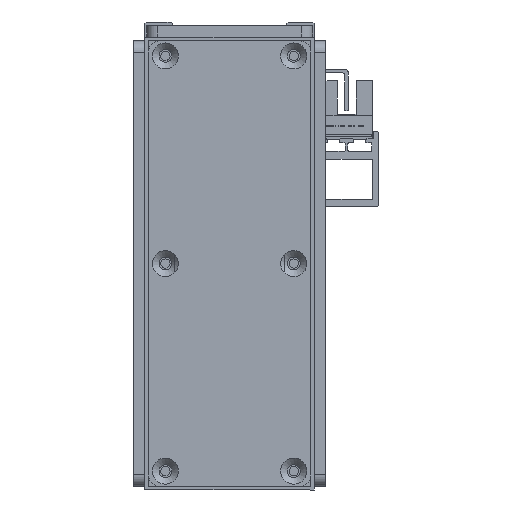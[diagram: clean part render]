
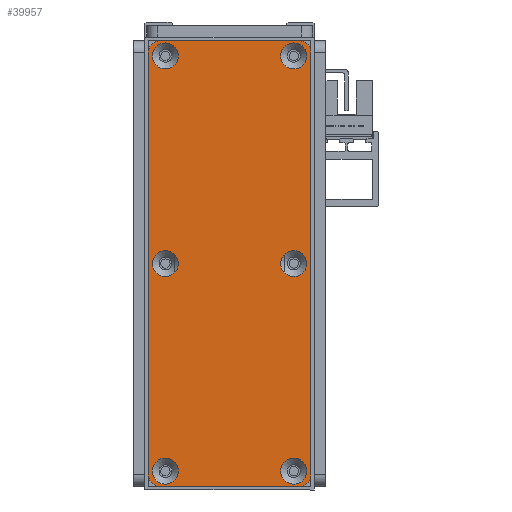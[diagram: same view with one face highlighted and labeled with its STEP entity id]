
A CAD part, front view. The second image highlights one B-rep face of the part: STEP entity #39957.
In plain terms, the highlighted face is planar.
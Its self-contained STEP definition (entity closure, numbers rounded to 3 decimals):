
#570=FACE_BOUND('',#6219,.T.);
#571=FACE_BOUND('',#6220,.T.);
#572=FACE_BOUND('',#6221,.T.);
#573=FACE_BOUND('',#6222,.T.);
#574=FACE_BOUND('',#6223,.T.);
#575=FACE_BOUND('',#6224,.T.);
#1384=PLANE('',#43176);
#3838=FACE_OUTER_BOUND('',#6218,.T.);
#6218=EDGE_LOOP('',(#32164,#32165,#32166,#32167,#32168,#32169,#32170,#32171));
#6219=EDGE_LOOP('',(#32172));
#6220=EDGE_LOOP('',(#32173));
#6221=EDGE_LOOP('',(#32174));
#6222=EDGE_LOOP('',(#32175));
#6223=EDGE_LOOP('',(#32176));
#6224=EDGE_LOOP('',(#32177));
#9057=LINE('',#61923,#13688);
#9061=LINE('',#61935,#13692);
#9065=LINE('',#61947,#13696);
#9069=LINE('',#61957,#13700);
#13688=VECTOR('',#49488,10.);
#13692=VECTOR('',#49500,10.);
#13696=VECTOR('',#49512,10.);
#13700=VECTOR('',#49524,10.);
#17580=CIRCLE('',#43130,3.45);
#17583=CIRCLE('',#43135,3.45);
#17586=CIRCLE('',#43140,3.45);
#17589=CIRCLE('',#43145,3.45);
#17592=CIRCLE('',#43150,3.45);
#17595=CIRCLE('',#43155,3.45);
#17599=CIRCLE('',#43161,3.);
#17601=CIRCLE('',#43165,3.);
#17603=CIRCLE('',#43169,3.);
#17605=CIRCLE('',#43173,3.);
#19389=VERTEX_POINT('',#61851);
#19392=VERTEX_POINT('',#61861);
#19395=VERTEX_POINT('',#61871);
#19398=VERTEX_POINT('',#61881);
#19401=VERTEX_POINT('',#61891);
#19404=VERTEX_POINT('',#61901);
#19409=VERTEX_POINT('',#61914);
#19410=VERTEX_POINT('',#61916);
#19412=VERTEX_POINT('',#61922);
#19414=VERTEX_POINT('',#61928);
#19416=VERTEX_POINT('',#61934);
#19418=VERTEX_POINT('',#61940);
#19420=VERTEX_POINT('',#61946);
#19422=VERTEX_POINT('',#61952);
#23991=EDGE_CURVE('',#19389,#19389,#17580,.T.);
#23996=EDGE_CURVE('',#19392,#19392,#17583,.T.);
#24001=EDGE_CURVE('',#19395,#19395,#17586,.T.);
#24006=EDGE_CURVE('',#19398,#19398,#17589,.T.);
#24011=EDGE_CURVE('',#19401,#19401,#17592,.T.);
#24016=EDGE_CURVE('',#19404,#19404,#17595,.T.);
#24023=EDGE_CURVE('',#19410,#19409,#17599,.T.);
#24026=EDGE_CURVE('',#19412,#19410,#9057,.T.);
#24029=EDGE_CURVE('',#19414,#19412,#17601,.T.);
#24032=EDGE_CURVE('',#19416,#19414,#9061,.T.);
#24035=EDGE_CURVE('',#19418,#19416,#17603,.T.);
#24038=EDGE_CURVE('',#19420,#19418,#9065,.T.);
#24041=EDGE_CURVE('',#19422,#19420,#17605,.T.);
#24044=EDGE_CURVE('',#19409,#19422,#9069,.T.);
#32164=ORIENTED_EDGE('',*,*,#24044,.T.);
#32165=ORIENTED_EDGE('',*,*,#24041,.T.);
#32166=ORIENTED_EDGE('',*,*,#24038,.T.);
#32167=ORIENTED_EDGE('',*,*,#24035,.T.);
#32168=ORIENTED_EDGE('',*,*,#24032,.T.);
#32169=ORIENTED_EDGE('',*,*,#24029,.T.);
#32170=ORIENTED_EDGE('',*,*,#24026,.T.);
#32171=ORIENTED_EDGE('',*,*,#24023,.T.);
#32172=ORIENTED_EDGE('',*,*,#23991,.T.);
#32173=ORIENTED_EDGE('',*,*,#23996,.T.);
#32174=ORIENTED_EDGE('',*,*,#24001,.T.);
#32175=ORIENTED_EDGE('',*,*,#24006,.T.);
#32176=ORIENTED_EDGE('',*,*,#24011,.T.);
#32177=ORIENTED_EDGE('',*,*,#24016,.T.);
#39957=ADVANCED_FACE('',(#3838,#570,#571,#572,#573,#574,#575),#1384,.T.);
#43130=AXIS2_PLACEMENT_3D('',#61852,#49407,#49408);
#43135=AXIS2_PLACEMENT_3D('',#61862,#49419,#49420);
#43140=AXIS2_PLACEMENT_3D('',#61872,#49431,#49432);
#43145=AXIS2_PLACEMENT_3D('',#61882,#49443,#49444);
#43150=AXIS2_PLACEMENT_3D('',#61892,#49455,#49456);
#43155=AXIS2_PLACEMENT_3D('',#61902,#49467,#49468);
#43161=AXIS2_PLACEMENT_3D('',#61917,#49482,#49483);
#43165=AXIS2_PLACEMENT_3D('',#61929,#49494,#49495);
#43169=AXIS2_PLACEMENT_3D('',#61941,#49506,#49507);
#43173=AXIS2_PLACEMENT_3D('',#61953,#49518,#49519);
#43176=AXIS2_PLACEMENT_3D('',#61959,#49527,#49528);
#49407=DIRECTION('center_axis',(0.,0.,-1.));
#49408=DIRECTION('ref_axis',(1.,0.,0.));
#49419=DIRECTION('center_axis',(0.,0.,-1.));
#49420=DIRECTION('ref_axis',(1.,0.,0.));
#49431=DIRECTION('center_axis',(0.,0.,-1.));
#49432=DIRECTION('ref_axis',(1.,0.,0.));
#49443=DIRECTION('center_axis',(0.,0.,-1.));
#49444=DIRECTION('ref_axis',(1.,0.,0.));
#49455=DIRECTION('center_axis',(0.,0.,-1.));
#49456=DIRECTION('ref_axis',(1.,0.,0.));
#49467=DIRECTION('center_axis',(0.,0.,-1.));
#49468=DIRECTION('ref_axis',(1.,0.,0.));
#49482=DIRECTION('center_axis',(0.,0.,1.));
#49483=DIRECTION('ref_axis',(-1.,0.,0.));
#49488=DIRECTION('',(0.,1.,0.));
#49494=DIRECTION('center_axis',(0.,0.,1.));
#49495=DIRECTION('ref_axis',(0.,1.,0.));
#49500=DIRECTION('',(1.,0.,0.));
#49506=DIRECTION('center_axis',(0.,0.,1.));
#49507=DIRECTION('ref_axis',(1.,0.,0.));
#49512=DIRECTION('',(0.,-1.,0.));
#49518=DIRECTION('center_axis',(0.,0.,1.));
#49519=DIRECTION('ref_axis',(0.,-1.,0.));
#49524=DIRECTION('',(-1.,0.,0.));
#49527=DIRECTION('center_axis',(0.,0.,1.));
#49528=DIRECTION('ref_axis',(1.,0.,0.));
#61851=CARTESIAN_POINT('',(110.55,4.5,3.));
#61852=CARTESIAN_POINT('Origin',(114.,4.5,3.));
#61861=CARTESIAN_POINT('',(55.55,38.5,3.));
#61862=CARTESIAN_POINT('Origin',(59.,38.5,3.));
#61871=CARTESIAN_POINT('',(55.55,4.5,3.));
#61872=CARTESIAN_POINT('Origin',(59.,4.5,3.));
#61881=CARTESIAN_POINT('',(0.55,38.5,3.));
#61882=CARTESIAN_POINT('Origin',(4.,38.5,3.));
#61891=CARTESIAN_POINT('',(110.55,38.5,3.));
#61892=CARTESIAN_POINT('Origin',(114.,38.5,3.));
#61901=CARTESIAN_POINT('',(0.55,4.5,3.));
#61902=CARTESIAN_POINT('Origin',(4.,4.5,3.));
#61914=CARTESIAN_POINT('',(115.,43.,3.));
#61916=CARTESIAN_POINT('',(118.,40.,3.));
#61917=CARTESIAN_POINT('Origin',(115.,40.,3.));
#61922=CARTESIAN_POINT('',(118.,3.,3.));
#61923=CARTESIAN_POINT('',(118.,40.,3.));
#61928=CARTESIAN_POINT('',(115.,0.,3.));
#61929=CARTESIAN_POINT('Origin',(115.,3.,3.));
#61934=CARTESIAN_POINT('',(3.,0.,3.));
#61935=CARTESIAN_POINT('',(115.,0.,3.));
#61940=CARTESIAN_POINT('',(0.,3.,3.));
#61941=CARTESIAN_POINT('Origin',(3.,3.,3.));
#61946=CARTESIAN_POINT('',(0.,40.,3.));
#61947=CARTESIAN_POINT('',(0.,3.,3.));
#61952=CARTESIAN_POINT('',(3.,43.,3.));
#61953=CARTESIAN_POINT('Origin',(3.,40.,3.));
#61957=CARTESIAN_POINT('',(3.,43.,3.));
#61959=CARTESIAN_POINT('Origin',(59.,21.5,3.));
